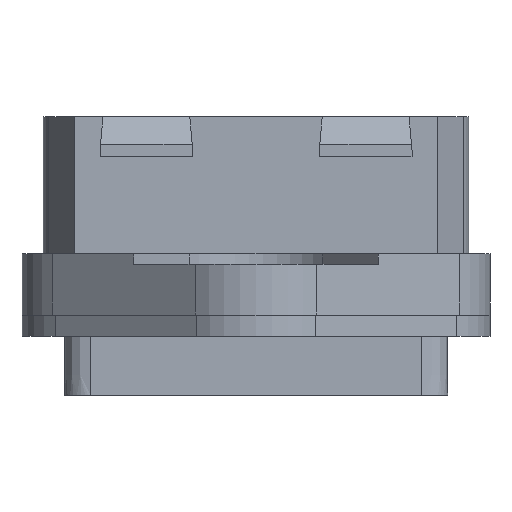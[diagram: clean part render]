
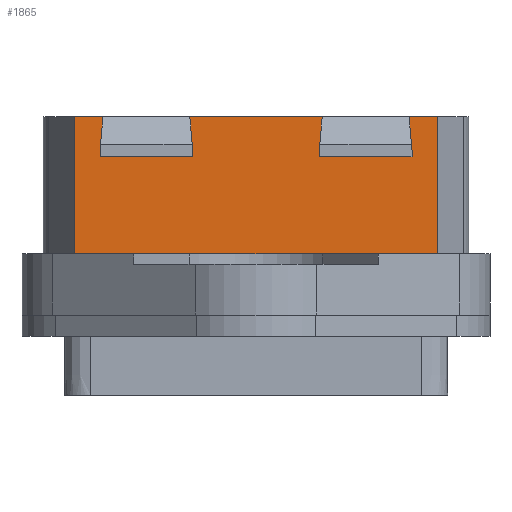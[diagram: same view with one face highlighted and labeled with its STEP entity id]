
A CAD part, front view. The second image highlights one B-rep face of the part: STEP entity #1865.
In plain terms, the highlighted planar face has unit normal (0, -1, 0).
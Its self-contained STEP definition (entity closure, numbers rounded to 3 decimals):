
#1767=AXIS2_PLACEMENT_3D('Plane Axis2P3D',#1764,#1765,#1766) ;
#985=CARTESIAN_POINT('Vertex',(2.5,10.9,13.2)) ;
#988=CARTESIAN_POINT('Line Origine',(3.17,10.9,13.2)) ;
#992=CARTESIAN_POINT('Vertex',(3.84,10.9,13.2)) ;
#999=CARTESIAN_POINT('Vertex',(7.96,10.9,13.2)) ;
#1002=CARTESIAN_POINT('Line Origine',(11.1,10.9,13.2)) ;
#1006=CARTESIAN_POINT('Vertex',(14.24,10.9,13.2)) ;
#1013=CARTESIAN_POINT('Vertex',(18.36,10.9,13.2)) ;
#1016=CARTESIAN_POINT('Line Origine',(19.03,10.9,13.2)) ;
#1020=CARTESIAN_POINT('Vertex',(19.7,10.9,13.2)) ;
#1745=CARTESIAN_POINT('Line Origine',(19.7,10.9,9.95)) ;
#1749=CARTESIAN_POINT('Vertex',(19.7,10.9,6.7)) ;
#1764=CARTESIAN_POINT('Axis2P3D Location',(2.5,10.9,0.)) ;
#1769=CARTESIAN_POINT('Line Origine',(18.43,10.9,12.4)) ;
#1773=CARTESIAN_POINT('Vertex',(18.5,10.9,11.6)) ;
#1776=CARTESIAN_POINT('Line Origine',(18.5,10.9,11.45)) ;
#1780=CARTESIAN_POINT('Vertex',(18.5,10.9,11.3)) ;
#1783=CARTESIAN_POINT('Line Origine',(16.3,10.9,11.3)) ;
#1787=CARTESIAN_POINT('Vertex',(14.1,10.9,11.3)) ;
#1790=CARTESIAN_POINT('Line Origine',(14.1,10.9,11.45)) ;
#1794=CARTESIAN_POINT('Vertex',(14.1,10.9,11.6)) ;
#1797=CARTESIAN_POINT('Line Origine',(14.17,10.9,12.4)) ;
#1802=CARTESIAN_POINT('Line Origine',(8.03,10.9,12.4)) ;
#1806=CARTESIAN_POINT('Vertex',(8.1,10.9,11.6)) ;
#1809=CARTESIAN_POINT('Line Origine',(8.1,10.9,11.45)) ;
#1813=CARTESIAN_POINT('Vertex',(8.1,10.9,11.3)) ;
#1816=CARTESIAN_POINT('Line Origine',(5.9,10.9,11.3)) ;
#1820=CARTESIAN_POINT('Vertex',(3.7,10.9,11.3)) ;
#1823=CARTESIAN_POINT('Line Origine',(3.7,10.9,11.45)) ;
#1827=CARTESIAN_POINT('Vertex',(3.7,10.9,11.6)) ;
#1830=CARTESIAN_POINT('Line Origine',(3.77,10.9,12.4)) ;
#1835=CARTESIAN_POINT('Line Origine',(2.5,10.9,9.95)) ;
#1839=CARTESIAN_POINT('Vertex',(2.5,10.9,6.7)) ;
#1842=CARTESIAN_POINT('Line Origine',(11.1,10.9,6.7)) ;
#989=DIRECTION('Vector Direction',(1.,0.,0.)) ;
#1003=DIRECTION('Vector Direction',(1.,0.,0.)) ;
#1017=DIRECTION('Vector Direction',(1.,0.,0.)) ;
#1746=DIRECTION('Vector Direction',(0.,0.,1.)) ;
#1765=DIRECTION('Axis2P3D Direction',(0.,-1.,0.)) ;
#1766=DIRECTION('Axis2P3D XDirection',(1.,0.,0.)) ;
#1770=DIRECTION('Vector Direction',(-0.087,0.,0.996)) ;
#1777=DIRECTION('Vector Direction',(0.,0.,1.)) ;
#1784=DIRECTION('Vector Direction',(1.,0.,0.)) ;
#1791=DIRECTION('Vector Direction',(0.,0.,1.)) ;
#1798=DIRECTION('Vector Direction',(0.087,0.,0.996)) ;
#1803=DIRECTION('Vector Direction',(-0.087,0.,0.996)) ;
#1810=DIRECTION('Vector Direction',(0.,0.,1.)) ;
#1817=DIRECTION('Vector Direction',(1.,0.,0.)) ;
#1824=DIRECTION('Vector Direction',(0.,0.,1.)) ;
#1831=DIRECTION('Vector Direction',(0.087,0.,0.996)) ;
#1836=DIRECTION('Vector Direction',(0.,0.,1.)) ;
#1843=DIRECTION('Vector Direction',(1.,0.,0.)) ;
#990=VECTOR('Line Direction',#989,1.) ;
#1004=VECTOR('Line Direction',#1003,1.) ;
#1018=VECTOR('Line Direction',#1017,1.) ;
#1747=VECTOR('Line Direction',#1746,1.) ;
#1771=VECTOR('Line Direction',#1770,1.) ;
#1778=VECTOR('Line Direction',#1777,1.) ;
#1785=VECTOR('Line Direction',#1784,1.) ;
#1792=VECTOR('Line Direction',#1791,1.) ;
#1799=VECTOR('Line Direction',#1798,1.) ;
#1804=VECTOR('Line Direction',#1803,1.) ;
#1811=VECTOR('Line Direction',#1810,1.) ;
#1818=VECTOR('Line Direction',#1817,1.) ;
#1825=VECTOR('Line Direction',#1824,1.) ;
#1832=VECTOR('Line Direction',#1831,1.) ;
#1837=VECTOR('Line Direction',#1836,1.) ;
#1844=VECTOR('Line Direction',#1843,1.) ;
#1848=ORIENTED_EDGE('',*,*,#1751,.T.) ;
#1849=ORIENTED_EDGE('',*,*,#1022,.F.) ;
#1850=ORIENTED_EDGE('',*,*,#1775,.T.) ;
#1851=ORIENTED_EDGE('',*,*,#1782,.F.) ;
#1852=ORIENTED_EDGE('',*,*,#1789,.F.) ;
#1853=ORIENTED_EDGE('',*,*,#1796,.T.) ;
#1854=ORIENTED_EDGE('',*,*,#1801,.T.) ;
#1855=ORIENTED_EDGE('',*,*,#1008,.F.) ;
#1856=ORIENTED_EDGE('',*,*,#1808,.T.) ;
#1857=ORIENTED_EDGE('',*,*,#1815,.F.) ;
#1858=ORIENTED_EDGE('',*,*,#1822,.T.) ;
#1859=ORIENTED_EDGE('',*,*,#1829,.T.) ;
#1860=ORIENTED_EDGE('',*,*,#1834,.T.) ;
#1861=ORIENTED_EDGE('',*,*,#994,.F.) ;
#1862=ORIENTED_EDGE('',*,*,#1841,.F.) ;
#1863=ORIENTED_EDGE('',*,*,#1846,.T.) ;
#1865=ADVANCED_FACE('Hauptk\X2\00F6\X0\rper',(#1864),#1768,.T.) ;
#994=EDGE_CURVE('',#986,#993,#991,.T.) ;
#1008=EDGE_CURVE('',#1000,#1007,#1005,.T.) ;
#1022=EDGE_CURVE('',#1014,#1021,#1019,.T.) ;
#1751=EDGE_CURVE('',#1750,#1021,#1748,.T.) ;
#1775=EDGE_CURVE('',#1014,#1774,#1772,.F.) ;
#1782=EDGE_CURVE('',#1781,#1774,#1779,.T.) ;
#1789=EDGE_CURVE('',#1788,#1781,#1786,.T.) ;
#1796=EDGE_CURVE('',#1788,#1795,#1793,.T.) ;
#1801=EDGE_CURVE('',#1795,#1007,#1800,.T.) ;
#1808=EDGE_CURVE('',#1000,#1807,#1805,.F.) ;
#1815=EDGE_CURVE('',#1814,#1807,#1812,.T.) ;
#1822=EDGE_CURVE('',#1814,#1821,#1819,.F.) ;
#1829=EDGE_CURVE('',#1821,#1828,#1826,.T.) ;
#1834=EDGE_CURVE('',#1828,#993,#1833,.T.) ;
#1841=EDGE_CURVE('',#1840,#986,#1838,.T.) ;
#1846=EDGE_CURVE('',#1840,#1750,#1845,.T.) ;
#1847=EDGE_LOOP('',(#1848,#1849,#1850,#1851,#1852,#1853,#1854,#1855,#1856,#1857,#1858,#1859,#1860,#1861,#1862,#1863)) ;
#1864=FACE_OUTER_BOUND('',#1847,.T.) ;
#991=LINE('Line',#988,#990) ;
#1005=LINE('Line',#1002,#1004) ;
#1019=LINE('Line',#1016,#1018) ;
#1748=LINE('Line',#1745,#1747) ;
#1772=LINE('Line',#1769,#1771) ;
#1779=LINE('Line',#1776,#1778) ;
#1786=LINE('Line',#1783,#1785) ;
#1793=LINE('Line',#1790,#1792) ;
#1800=LINE('Line',#1797,#1799) ;
#1805=LINE('Line',#1802,#1804) ;
#1812=LINE('Line',#1809,#1811) ;
#1819=LINE('Line',#1816,#1818) ;
#1826=LINE('Line',#1823,#1825) ;
#1833=LINE('Line',#1830,#1832) ;
#1838=LINE('Line',#1835,#1837) ;
#1845=LINE('Line',#1842,#1844) ;
#1768=PLANE('',#1767) ;
#986=VERTEX_POINT('',#985) ;
#993=VERTEX_POINT('',#992) ;
#1000=VERTEX_POINT('',#999) ;
#1007=VERTEX_POINT('',#1006) ;
#1014=VERTEX_POINT('',#1013) ;
#1021=VERTEX_POINT('',#1020) ;
#1750=VERTEX_POINT('',#1749) ;
#1774=VERTEX_POINT('',#1773) ;
#1781=VERTEX_POINT('',#1780) ;
#1788=VERTEX_POINT('',#1787) ;
#1795=VERTEX_POINT('',#1794) ;
#1807=VERTEX_POINT('',#1806) ;
#1814=VERTEX_POINT('',#1813) ;
#1821=VERTEX_POINT('',#1820) ;
#1828=VERTEX_POINT('',#1827) ;
#1840=VERTEX_POINT('',#1839) ;
